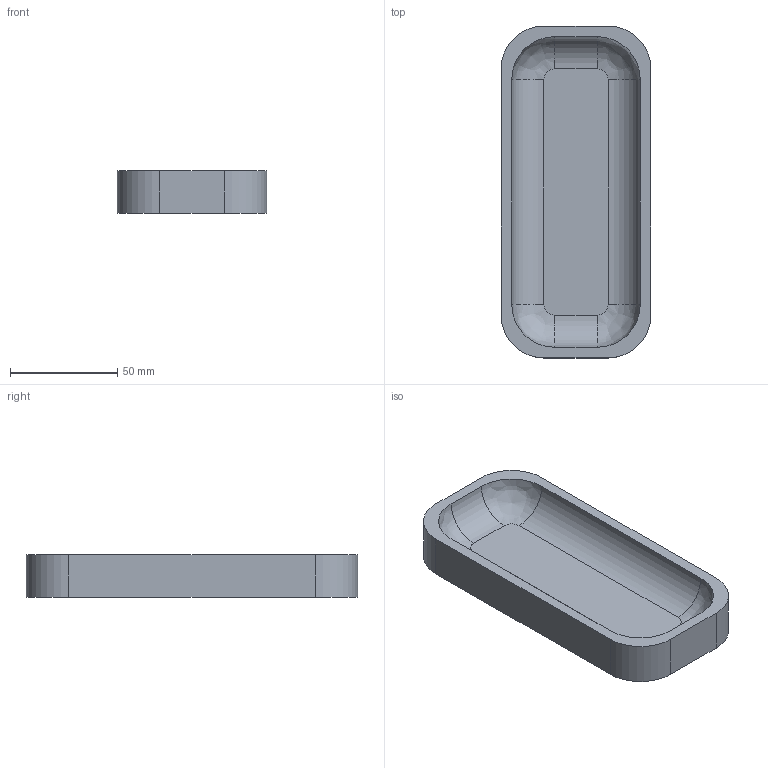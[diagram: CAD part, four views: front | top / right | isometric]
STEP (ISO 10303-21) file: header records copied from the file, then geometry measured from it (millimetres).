
FILE_DESCRIPTION(/* description */ (''),/* implementation_level */ '2;1');
FILE_NAME(/* name */ 'tray.step',/* time_stamp */ '2025-12-29T16:42:20+05:30',/* author */ (''),/* organization */ (''),/* preprocessor_version */ 'ST-DEVELOPER v20.1',/* originating_system */ 'Autodesk Translation Framework v14.21.0.0',/* authorisation */ '');
FILE_SCHEMA (('AUTOMOTIVE_DESIGN { 1 0 10303 214 3 1 1 }'));
Length unit declared in the file: millimetre
Products named in the file (1): tray
Bounding box: 70 x 155 x 20 mm (x, y, z)
Volume: 101449.6 mm3; surface area: 32608.8 mm2
Topology: 1 solids, 1 shells, 23 faces, 54 edges, 36 vertices
Faces by surface type: cylinder 10, plane 9, bspline 4
Full cylindrical faces by diameter (mm): 11 x2
Entity records: 725 total; most frequent: CARTESIAN_POINT 146, DIRECTION 122, ORIENTED_EDGE 108, EDGE_CURVE 54, AXIS2_PLACEMENT_3D 48, VERTEX_POINT 36, CIRCLE 28, EDGE_LOOP 26
